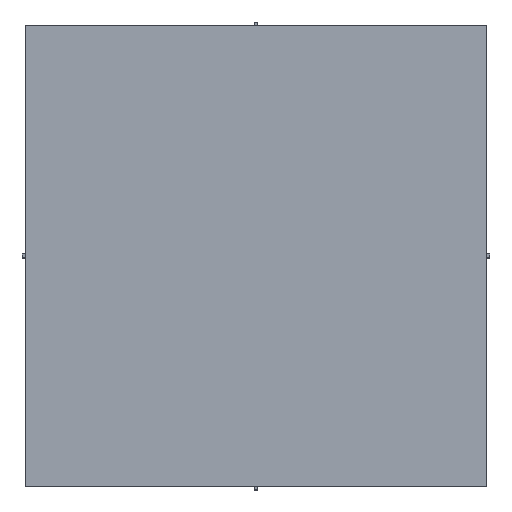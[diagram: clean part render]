
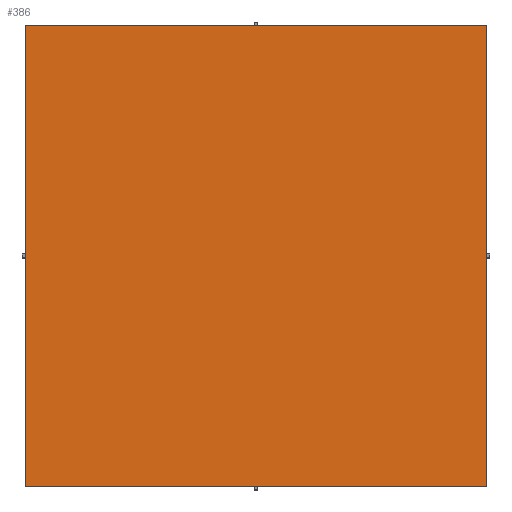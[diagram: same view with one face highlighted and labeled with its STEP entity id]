
A CAD part, top view. The second image highlights one B-rep face of the part: STEP entity #386.
In plain terms, the highlighted planar face has unit normal (0, 0, 1).
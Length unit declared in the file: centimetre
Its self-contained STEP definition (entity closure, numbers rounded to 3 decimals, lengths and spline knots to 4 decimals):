
#386=ADVANCED_FACE('',(#488),#1712,.T.);
#488=FACE_OUTER_BOUND('',#590,.T.);
#590=EDGE_LOOP('',(#884,#885,#886,#887));
#884=ORIENTED_EDGE('',*,*,#1190,.T.);
#885=ORIENTED_EDGE('',*,*,#1191,.T.);
#886=ORIENTED_EDGE('',*,*,#1192,.T.);
#887=ORIENTED_EDGE('',*,*,#1193,.T.);
#1190=EDGE_CURVE('',#1596,#1597,#1414,.T.);
#1191=EDGE_CURVE('',#1597,#1598,#1415,.T.);
#1192=EDGE_CURVE('',#1598,#1599,#1416,.T.);
#1193=EDGE_CURVE('',#1599,#1596,#1417,.T.);
#1414=B_SPLINE_CURVE_WITH_KNOTS('',1,(#2558,#2559),.UNSPECIFIED.,.F.,.F.,
(2,2),(-150.,1050.),.UNSPECIFIED.);
#1415=B_SPLINE_CURVE_WITH_KNOTS('',1,(#2560,#2561),.UNSPECIFIED.,.F.,.F.,
(2,2),(-150.,1050.),.UNSPECIFIED.);
#1416=B_SPLINE_CURVE_WITH_KNOTS('',1,(#2562,#2563),.UNSPECIFIED.,.F.,.F.,
(2,2),(-1050.,150.),.UNSPECIFIED.);
#1417=B_SPLINE_CURVE_WITH_KNOTS('',1,(#2564,#2565),.UNSPECIFIED.,.F.,.F.,
(2,2),(-1050.,150.),.UNSPECIFIED.);
#1596=VERTEX_POINT('',#2550);
#1597=VERTEX_POINT('',#2551);
#1598=VERTEX_POINT('',#2552);
#1599=VERTEX_POINT('',#2553);
#1712=PLANE('',#1851);
#1851=AXIS2_PLACEMENT_3D('',#2544,#1960,$);
#1960=DIRECTION('',(0.,0.,1.));
#2544=CARTESIAN_POINT('',(-60.,0.8,35.2));
#2550=CARTESIAN_POINT('',(-60.,0.8,35.2));
#2551=CARTESIAN_POINT('',(60.,0.8,35.2));
#2552=CARTESIAN_POINT('',(60.,120.8,35.2));
#2553=CARTESIAN_POINT('',(-60.,120.8,35.2));
#2558=CARTESIAN_POINT('',(-60.,0.8,35.2));
#2559=CARTESIAN_POINT('',(60.,0.8,35.2));
#2560=CARTESIAN_POINT('',(60.,0.8,35.2));
#2561=CARTESIAN_POINT('',(60.,120.8,35.2));
#2562=CARTESIAN_POINT('',(60.,120.8,35.2));
#2563=CARTESIAN_POINT('',(-60.,120.8,35.2));
#2564=CARTESIAN_POINT('',(-60.,120.8,35.2));
#2565=CARTESIAN_POINT('',(-60.,0.8,35.2));
